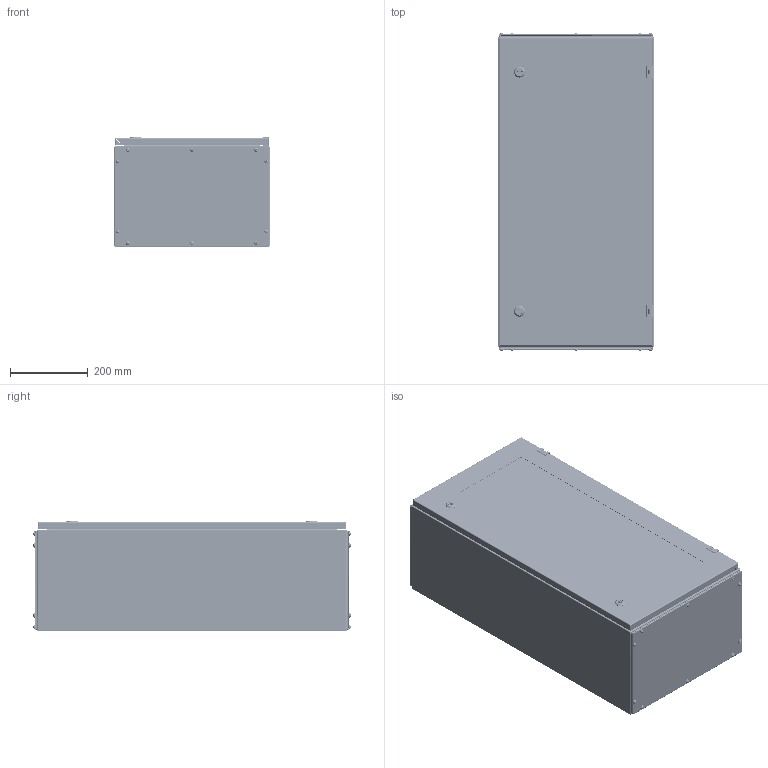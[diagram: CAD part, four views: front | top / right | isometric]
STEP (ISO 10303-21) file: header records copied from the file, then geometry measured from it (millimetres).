
FILE_DESCRIPTION (( 'STEP AP214' ), '1' );
FILE_NAME ('12.040.080.28.STEP', '2024-06-11T10:54:57', ( '' ), ( '' ), 'SwSTEP 2.0', 'SolidWorks 2021', '' );
FILE_SCHEMA (( 'AUTOMOTIVE_DESIGN' ));
Length unit declared in the file: millimetre
Products named in the file (29): Øïèëüêà ïðèâàðíàÿ Ì6õ20; 8SJ_MS705_0760.stp; Çàêëåïêà ðåçüáîâàÿ Ì8 øåñòèãðàííàÿ ñ óìåíüøåííûì áîðòîì; Ïðîêëàäêà êðûøêè W400D280; 砑鳧罻 W400; Êîðïóñ øêàôà W400H800D280; Øïèëüêà ïðèâàðíàÿ Ì6õ15; 417.480; 砑鳧罻 H800; 8SJ_MS705-1_0040.stp; Ãàéêà M6 DIN6923.step; Êàðêàñ øêàôà W400H800D280; ﾄ粢鮱 W400H800; Áîëò Ì6õ10 ñ øåñòèãðàííîé ãîëîâêîé ñ ïðåññøàéáîé; 署赅 W400D280; 8SJ_MS705_0010.stp; SW6X8.stp; Ãàñêåòèíã W400H800; Ïåðåìû÷êà êàðêàñà W400; Âèíò DIN 967 Ì5õ16 ñ ïîëóêðóãëîé ãîëîâêîé ñ êðåñòîîáðàçíûì øëèöåì; ﾇ瑟鶴 ﾀﾑ ms1000-3M.stp; Ñòåêëÿííàÿ äâåðü ÑÁ W400H800; 8SJ_MS705_0510.stp; 8SJ_S1B_0001.stp; 12.040.080.28; 嵑謺麃 檐; 栺樏鋋 W400H800; Çàêëåïêà ðåçüáîâàÿ Ì5 øåñòèãðàííàÿ ñ óìåíüøåííûì áîðòîì; Øïèëüêà ïðèâàðíàÿ Ì6õ10
Assembly tree (113 placements, depth 4):
  12.040.080.28
    Êàðêàñ øêàôà W400H800D280
      Êîðïóñ øêàôà W400H800D280
      Ïåðåìû÷êà êàðêàñà W400  x2
      Øïèëüêà ïðèâàðíàÿ Ì6õ15  x8
      Øïèëüêà ïðèâàðíàÿ Ì6õ20  x4
    署赅 W400D280  x2
    Ïðîêëàäêà êðûøêè W400D280  x2
    Ñòåêëÿííàÿ äâåðü ÑÁ W400H800
      ﾄ粢鮱 W400H800
      Ãàñêåòèíã W400H800
      ﾇ瑟鶴 ﾀﾑ ms1000-3M.stp  x2
        8SJ_MS705_0010.stp
        8SJ_MS705_0510.stp
        8SJ_MS705_0760.stp
        8SJ_S1B_0001.stp
        8SJ_MS705-1_0040.stp
        SW6X8.stp
      Øïèëüêà ïðèâàðíàÿ Ì6õ10  x12
      栺樏鋋 W400H800
      Ãàéêà M6 DIN6923.step  x12
      砑鳧罻 H800  x2
      砑鳧罻 W400  x2
    嵑謺麃 檐  x2
    Áîëò Ì6õ10 ñ øåñòèãðàííîé ãîëîâêîé ñ ïðåññøàéáîé  x2
    Çàêëåïêà ðåçüáîâàÿ Ì5 øåñòèãðàííàÿ ñ óìåíüøåííûì áîðòîì  x20
    Âèíò DIN 967 Ì5õ16 ñ ïîëóêðóãëîé ãîëîâêîé ñ êðåñòîîáðàçíûì øëèöåì  x20
    Çàêëåïêà ðåçüáîâàÿ Ì8 øåñòèãðàííàÿ ñ óìåíüøåííûì áîðòîì  x4
    417.480
    Ãàéêà M6 DIN6923.step  x4
Bounding box: 400 x 815.17 x 284.65 mm (x, y, z)
Volume: 2878943.5 mm3; surface area: 3927413.5 mm2
Topology: 113 solids, 125 shells, 5895 faces, 14851 edges, 9236 vertices
Faces by surface type: plane 2325, cylinder 1949, bspline 699, cone 432, torus 338, sphere 152
Entity records: 86350 total; most frequent: CARTESIAN_POINT 43391, ORIENTED_EDGE 9176, DIRECTION 7649, EDGE_CURVE 4594, VERTEX_POINT 2819, AXIS2_PLACEMENT_3D 2590, LINE 2469, VECTOR 2469
